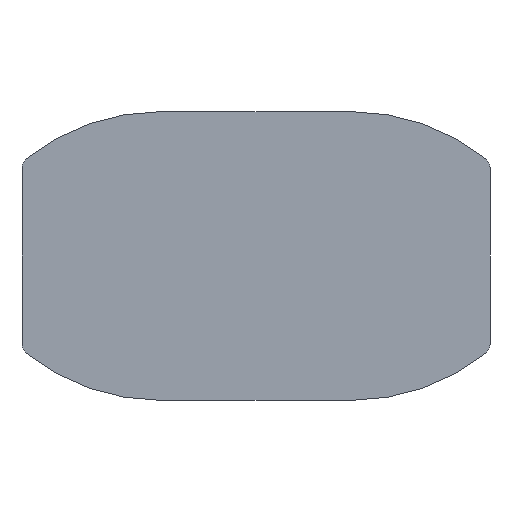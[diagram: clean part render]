
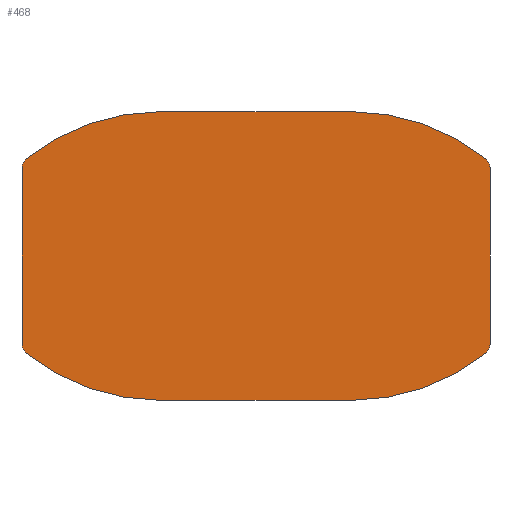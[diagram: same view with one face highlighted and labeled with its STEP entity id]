
A CAD part, front view. The second image highlights one B-rep face of the part: STEP entity #468.
In plain terms, the highlighted planar face has unit normal (0, -1, 0).
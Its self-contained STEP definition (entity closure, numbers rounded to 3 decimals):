
#2 = CARTESIAN_POINT ( 'NONE',  ( 62., 0., 24.595 ) ) ;
#4 = DIRECTION ( 'NONE',  ( 0., 1., 0. ) ) ;
#5 = DIRECTION ( 'NONE',  ( 0., 0., -1. ) ) ;
#9 = DIRECTION ( 'NONE',  ( 0., 0., 1. ) ) ;
#32 = DIRECTION ( 'NONE',  ( 0., 0., -1. ) ) ;
#33 = DIRECTION ( 'NONE',  ( 0., -1., 0. ) ) ;
#36 = CARTESIAN_POINT ( 'NONE',  ( 26.5, 0., 20. ) ) ;
#41 = DIRECTION ( 'NONE',  ( 0., 1., 0. ) ) ;
#43 = CARTESIAN_POINT ( 'NONE',  ( 26.5, 0., -20. ) ) ;
#59 = DIRECTION ( 'NONE',  ( 0., 1., 0. ) ) ;
#61 = FACE_OUTER_BOUND ( 'NONE', #322, .T. ) ;
#68 = CIRCLE ( 'NONE', #402, 3.25 ) ;
#74 = VECTOR ( 'NONE', #5, 1000. ) ;
#77 = LINE ( 'NONE', #179, #74 ) ;
#79 = VERTEX_POINT ( 'NONE', #280 ) ;
#84 = DIRECTION ( 'NONE',  ( 0., 0., -1. ) ) ;
#86 = CIRCLE ( 'NONE', #404, 3.25 ) ;
#94 = CARTESIAN_POINT ( 'NONE',  ( -26.5, 0., 40.25 ) ) ;
#95 = DIRECTION ( 'NONE',  ( 0., 0., -1. ) ) ;
#98 = CARTESIAN_POINT ( 'NONE',  ( -26.5, 0., -20. ) ) ;
#100 = CIRCLE ( 'NONE', #406, 60.25 ) ;
#102 = DIRECTION ( 'NONE',  ( 1., 0., 0. ) ) ;
#104 = DIRECTION ( 'NONE',  ( 0., 0., -1. ) ) ;
#106 = VECTOR ( 'NONE', #102, 1000. ) ;
#107 = DIRECTION ( 'NONE',  ( 0., 1., 0. ) ) ;
#110 = LINE ( 'NONE', #94, #106 ) ;
#112 = CARTESIAN_POINT ( 'NONE',  ( 62., 0., -24.595 ) ) ;
#116 = CIRCLE ( 'NONE', #408, 60.25 ) ;
#120 = PLANE ( 'NONE',  #392 ) ;
#122 = CIRCLE ( 'NONE', #410, 3.25 ) ;
#125 = VECTOR ( 'NONE', #196, 1000. ) ;
#127 = LINE ( 'NONE', #189, #125 ) ;
#131 = DIRECTION ( 'NONE',  ( 0., 1., 0. ) ) ;
#133 = CIRCLE ( 'NONE', #412, 3.25 ) ;
#139 = CIRCLE ( 'NONE', #415, 60.25 ) ;
#143 = VECTOR ( 'NONE', #220, 1000. ) ;
#146 = CARTESIAN_POINT ( 'NONE',  ( -62., 0., 24.595 ) ) ;
#155 = CIRCLE ( 'NONE', #417, 60.25 ) ;
#156 = ORIENTED_EDGE ( 'NONE', *, *, #433, .F. ) ;
#159 = VERTEX_POINT ( 'NONE', #305 ) ;
#160 = ORIENTED_EDGE ( 'NONE', *, *, #430, .F. ) ;
#161 = ORIENTED_EDGE ( 'NONE', *, *, #426, .F. ) ;
#162 = ORIENTED_EDGE ( 'NONE', *, *, #439, .F. ) ;
#163 = ORIENTED_EDGE ( 'NONE', *, *, #422, .F. ) ;
#179 = CARTESIAN_POINT ( 'NONE',  ( 65.25, 0., -24.595 ) ) ;
#186 = DIRECTION ( 'NONE',  ( 0., 0., 1. ) ) ;
#187 = VERTEX_POINT ( 'NONE', #281 ) ;
#189 = CARTESIAN_POINT ( 'NONE',  ( -65.25, 0., -24.595 ) ) ;
#190 = DIRECTION ( 'NONE',  ( 0., 0., 1. ) ) ;
#193 = DIRECTION ( 'NONE',  ( 0., 1., 0. ) ) ;
#194 = ORIENTED_EDGE ( 'NONE', *, *, #447, .F. ) ;
#195 = CARTESIAN_POINT ( 'NONE',  ( -62., 0., -24.595 ) ) ;
#196 = DIRECTION ( 'NONE',  ( 0., 0., 1. ) ) ;
#197 = VERTEX_POINT ( 'NONE', #286 ) ;
#200 = VERTEX_POINT ( 'NONE', #304 ) ;
#205 = VERTEX_POINT ( 'NONE', #270 ) ;
#208 = DIRECTION ( 'NONE',  ( 0., 0., 1. ) ) ;
#212 = ORIENTED_EDGE ( 'NONE', *, *, #419, .F. ) ;
#213 = DIRECTION ( 'NONE',  ( 0., 1., 0. ) ) ;
#214 = CARTESIAN_POINT ( 'NONE',  ( -26.5, 0., 20. ) ) ;
#220 = DIRECTION ( 'NONE',  ( -1., 0., 0. ) ) ;
#226 = DIRECTION ( 'NONE',  ( 0., 1., 0. ) ) ;
#229 = CARTESIAN_POINT ( 'NONE',  ( -26.5, 0., -40.25 ) ) ;
#230 = DIRECTION ( 'NONE',  ( 0., 0., -1. ) ) ;
#234 = ORIENTED_EDGE ( 'NONE', *, *, #453, .F. ) ;
#236 = CARTESIAN_POINT ( 'NONE',  ( 26.5, 0., 20. ) ) ;
#243 = VERTEX_POINT ( 'NONE', #266 ) ;
#251 = CARTESIAN_POINT ( 'NONE',  ( -64.024, 0., 27.138 ) ) ;
#254 = CARTESIAN_POINT ( 'NONE',  ( -65.25, 0., -24.595 ) ) ;
#255 = CARTESIAN_POINT ( 'NONE',  ( 64.024, 0., -27.138 ) ) ;
#258 = VERTEX_POINT ( 'NONE', #254 ) ;
#259 = ORIENTED_EDGE ( 'NONE', *, *, #443, .F. ) ;
#260 = CARTESIAN_POINT ( 'NONE',  ( -65.25, 0., 24.595 ) ) ;
#266 = CARTESIAN_POINT ( 'NONE',  ( -64.024, 0., -27.138 ) ) ;
#270 = CARTESIAN_POINT ( 'NONE',  ( 65.25, 0., -24.595 ) ) ;
#274 = VERTEX_POINT ( 'NONE', #260 ) ;
#280 = CARTESIAN_POINT ( 'NONE',  ( 26.5, 0., -40.25 ) ) ;
#281 = CARTESIAN_POINT ( 'NONE',  ( 26.5, 0., 40.25 ) ) ;
#286 = CARTESIAN_POINT ( 'NONE',  ( 64.024, 0., 27.138 ) ) ;
#302 = ORIENTED_EDGE ( 'NONE', *, *, #458, .F. ) ;
#304 = CARTESIAN_POINT ( 'NONE',  ( 65.25, 0., 24.595 ) ) ;
#305 = CARTESIAN_POINT ( 'NONE',  ( -26.5, 0., -40.25 ) ) ;
#322 = EDGE_LOOP ( 'NONE', ( #212, #302, #234, #496, #194, #259, #162, #324, #156, #160, #161, #163 ) ) ;
#324 = ORIENTED_EDGE ( 'NONE', *, *, #436, .F. ) ;
#342 = VERTEX_POINT ( 'NONE', #251 ) ;
#351 = LINE ( 'NONE', #229, #143 ) ;
#354 = VERTEX_POINT ( 'NONE', #255 ) ;
#362 = CARTESIAN_POINT ( 'NONE',  ( -26.5, 0., 40.25 ) ) ;
#392 = AXIS2_PLACEMENT_3D ( 'NONE', #36, #33, #32 ) ;
#402 = AXIS2_PLACEMENT_3D ( 'NONE', #112, #107, #104 ) ;
#404 = AXIS2_PLACEMENT_3D ( 'NONE', #2, #4, #186 ) ;
#406 = AXIS2_PLACEMENT_3D ( 'NONE', #43, #41, #9 ) ;
#408 = AXIS2_PLACEMENT_3D ( 'NONE', #98, #59, #95 ) ;
#410 = AXIS2_PLACEMENT_3D ( 'NONE', #146, #131, #84 ) ;
#412 = AXIS2_PLACEMENT_3D ( 'NONE', #195, #193, #190 ) ;
#415 = AXIS2_PLACEMENT_3D ( 'NONE', #214, #213, #208 ) ;
#417 = AXIS2_PLACEMENT_3D ( 'NONE', #236, #226, #230 ) ;
#419 = EDGE_CURVE ( 'NONE', #354, #79, #155, .T. ) ;
#422 = EDGE_CURVE ( 'NONE', #79, #159, #351, .T. ) ;
#426 = EDGE_CURVE ( 'NONE', #159, #243, #139, .T. ) ;
#430 = EDGE_CURVE ( 'NONE', #243, #258, #133, .T. ) ;
#433 = EDGE_CURVE ( 'NONE', #258, #274, #127, .T. ) ;
#436 = EDGE_CURVE ( 'NONE', #274, #342, #122, .T. ) ;
#439 = EDGE_CURVE ( 'NONE', #342, #489, #116, .T. ) ;
#443 = EDGE_CURVE ( 'NONE', #489, #187, #110, .T. ) ;
#447 = EDGE_CURVE ( 'NONE', #187, #197, #100, .T. ) ;
#450 = EDGE_CURVE ( 'NONE', #197, #200, #86, .T. ) ;
#453 = EDGE_CURVE ( 'NONE', #200, #205, #77, .T. ) ;
#458 = EDGE_CURVE ( 'NONE', #205, #354, #68, .T. ) ;
#468 = ADVANCED_FACE ( 'NONE', ( #61 ), #120, .T. ) ;
#489 = VERTEX_POINT ( 'NONE', #362 ) ;
#496 = ORIENTED_EDGE ( 'NONE', *, *, #450, .F. ) ;
